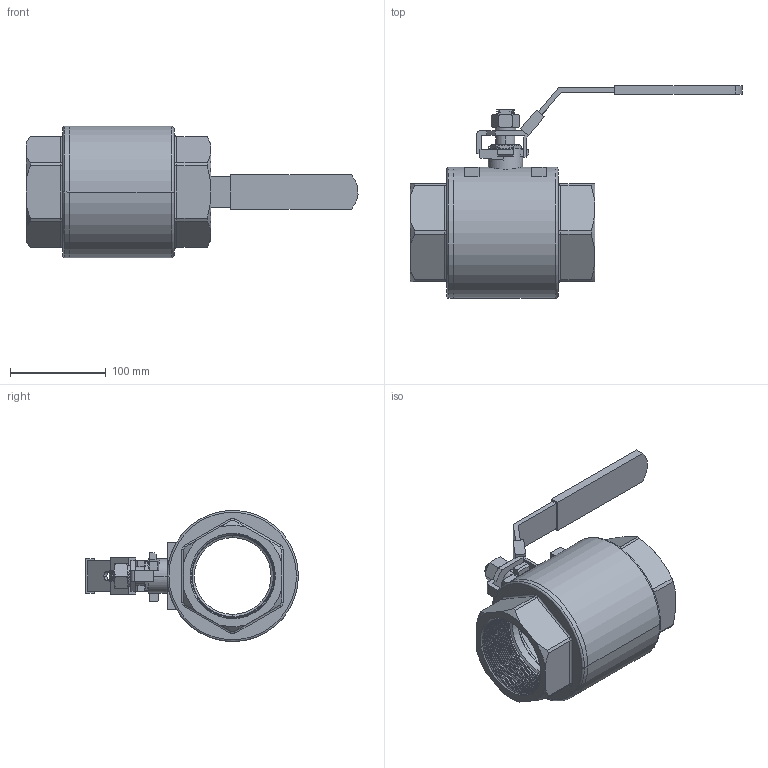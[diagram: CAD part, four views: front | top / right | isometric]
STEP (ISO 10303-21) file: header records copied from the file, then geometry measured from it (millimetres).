
FILE_DESCRIPTION((''),'2;1');
FILE_NAME('2006HL-080_ASM','2014-12-26T',('Administrator'),(''),'PRO/ENGINEER BY PARAMETRIC TECHNOLOGY CORPORATION, 2011080','PRO/ENGINEER BY PARAMETRIC TECHNOLOGY CORPORATION, 2011080','');
FILE_SCHEMA(('CONFIG_CONTROL_DESIGN'));
Length unit declared in the file: millimetre
Products named in the file (8): 2006HL-BODY-080; 2006HL-CAP-080; 2006HL-STEM-080; 2006HL-STEMNUT-080; 2006HL-HANDLE-080-2; DIANPIAN080; LUOMU080; 2006HL-080_ASM
Assembly tree (7 placements, depth 2):
  2006HL-080_ASM
    2006HL-BODY-080
    2006HL-CAP-080
    2006HL-STEM-080
    2006HL-STEMNUT-080
    2006HL-HANDLE-080-2
    DIANPIAN080
    LUOMU080
Bounding box: 346.41 x 222 x 137 mm (x, y, z)
Volume: 870525 mm3; surface area: 253055.6 mm2
Topology: 7 solids, 7 shells, 573 faces, 1508 edges, 965 vertices
Faces by surface type: cylinder 259, plane 149, bspline 96, cone 61, torus 6, sphere 2
Entity records: 40436 total; most frequent: CARTESIAN_POINT 27625, ORIENTED_EDGE 3012, DIRECTION 1999, EDGE_CURVE 1506, VERTEX_POINT 965, AXIS2_PLACEMENT_3D 694, B_SPLINE_CURVE_WITH_KNOTS 693, VECTOR 611
